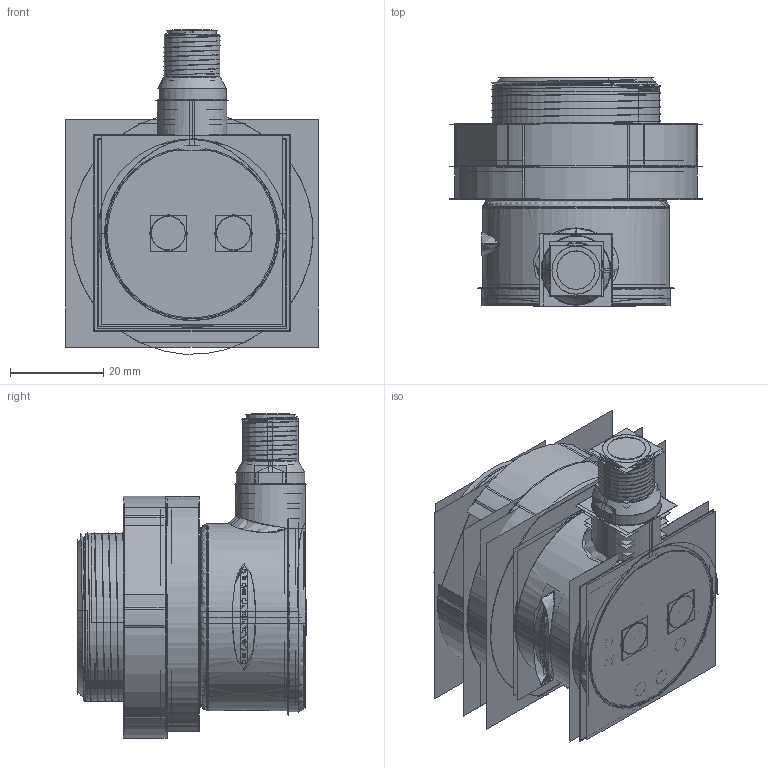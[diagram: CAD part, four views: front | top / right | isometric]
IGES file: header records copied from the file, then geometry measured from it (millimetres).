
Start section:  PTC IGES file: 194507.igs
Global section: file name: 194507.igs; native system: Creo Parametric by Parametric Technology Corporation; preprocessor: 2016010; author: pdmadmin; organization: Unknown; date: 20160420.135921; units: millimetre
Bounding box: 54.12 x 49.2 x 69.6 mm (x, y, z)
Volume: 36210.2 mm3; surface area: 377848.1 mm2
Topology: 16 solids, 17 shells, 1894 faces, 9839 edges, 12528 vertices
Faces by surface type: revolution 1118, bspline 772, extrusion 4
